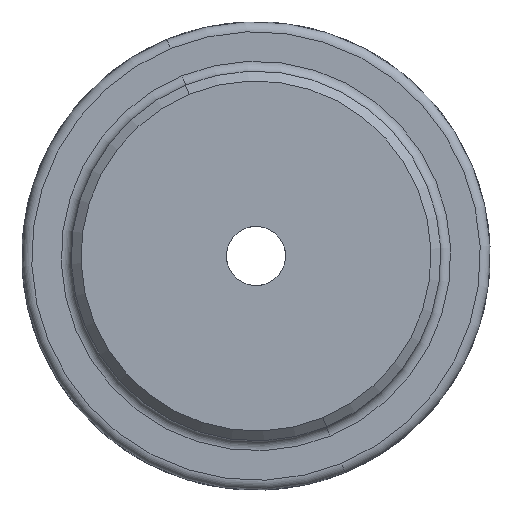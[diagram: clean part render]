
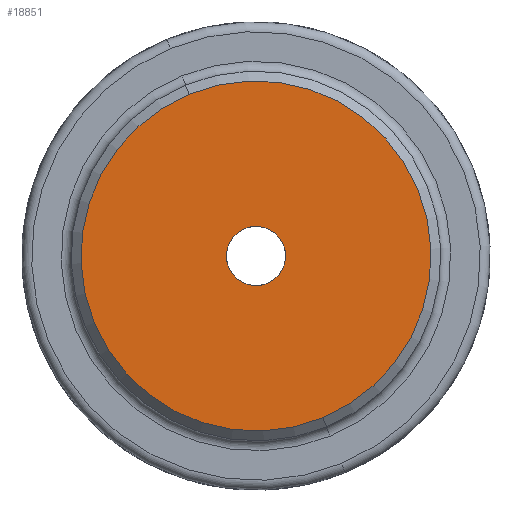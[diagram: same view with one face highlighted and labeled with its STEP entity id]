
A CAD part, left-side view. The second image highlights one B-rep face of the part: STEP entity #18851.
In plain terms, the highlighted face is planar.
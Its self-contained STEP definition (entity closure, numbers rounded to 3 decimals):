
#18117=CARTESIAN_POINT('',(0.,0.,0.));
#18118=DIRECTION('',(0.,0.,1.));
#18119=DIRECTION('',(-1.,0.,0.));
#18120=AXIS2_PLACEMENT_3D('',#18117,#18118,#18119);
#18122=CARTESIAN_POINT('',(0.,0.,0.));
#18123=DIRECTION('',(0.,0.,1.));
#18124=DIRECTION('',(1.,0.,0.));
#18125=AXIS2_PLACEMENT_3D('',#18122,#18123,#18124);
#18675=CARTESIAN_POINT('',(0.,0.,0.));
#18676=DIRECTION('',(0.,0.,1.));
#18677=DIRECTION('',(-1.,0.,0.));
#18678=AXIS2_PLACEMENT_3D('',#18675,#18676,#18677);
#18684=CARTESIAN_POINT('',(0.,0.,0.));
#18685=DIRECTION('',(0.,0.,1.));
#18686=DIRECTION('',(1.,0.,0.));
#18687=AXIS2_PLACEMENT_3D('',#18684,#18685,#18686);
#18698=CARTESIAN_POINT('',(35.5,0.,0.));
#18699=CARTESIAN_POINT('',(-35.5,0.,0.));
#18700=VERTEX_POINT('',#18698);
#18701=VERTEX_POINT('',#18699);
#18736=CARTESIAN_POINT('',(6.,0.,0.));
#18737=CARTESIAN_POINT('',(-6.,0.,0.));
#18738=VERTEX_POINT('',#18736);
#18739=VERTEX_POINT('',#18737);
#18835=CARTESIAN_POINT('',(0.,0.,0.));
#18836=DIRECTION('',(0.,0.,1.));
#18837=DIRECTION('',(1.,0.,0.));
#18838=AXIS2_PLACEMENT_3D('',#18835,#18836,#18837);
#18839=PLANE('',#18838);
#18841=ORIENTED_EDGE('',*,*,#18840,.T.);
#18842=ORIENTED_EDGE('',*,*,#18824,.T.);
#18843=EDGE_LOOP('',(#18841,#18842));
#18844=FACE_OUTER_BOUND('',#18843,.F.);
#18846=ORIENTED_EDGE('',*,*,#18845,.F.);
#18848=ORIENTED_EDGE('',*,*,#18847,.F.);
#18849=EDGE_LOOP('',(#18846,#18848));
#18850=FACE_BOUND('',#18849,.F.);
#18851=ADVANCED_FACE('',(#18844,#18850),#18839,.F.);
#18121=CIRCLE('',#18120,35.5);
#18126=CIRCLE('',#18125,35.5);
#18679=CIRCLE('',#18678,6.);
#18688=CIRCLE('',#18687,6.);
#18824=EDGE_CURVE('',#18700,#18701,#18126,.T.);
#18840=EDGE_CURVE('',#18701,#18700,#18121,.T.);
#18845=EDGE_CURVE('',#18738,#18739,#18688,.T.);
#18847=EDGE_CURVE('',#18739,#18738,#18679,.T.);
